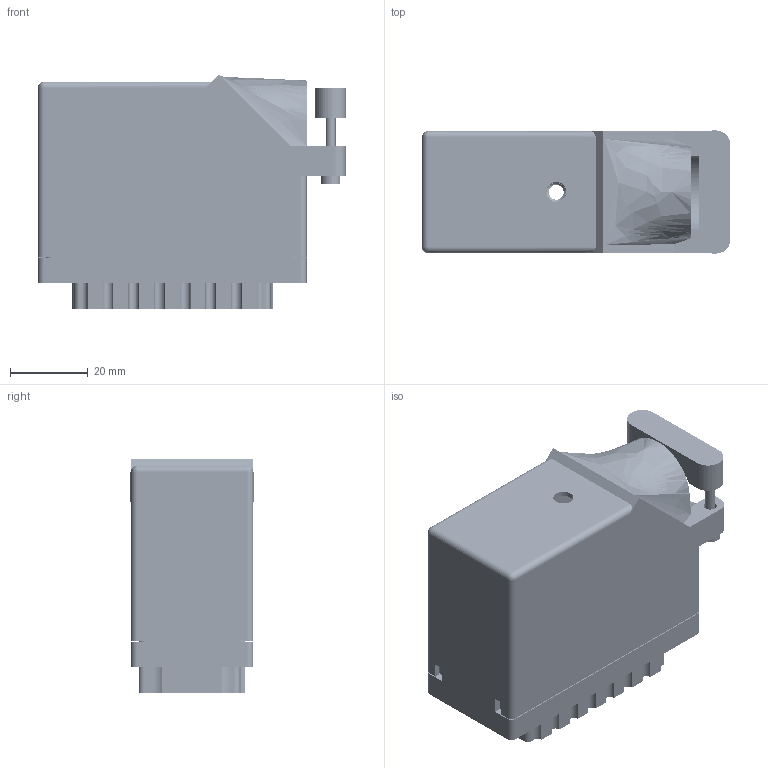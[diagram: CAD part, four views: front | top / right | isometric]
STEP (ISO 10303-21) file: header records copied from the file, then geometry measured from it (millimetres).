
FILE_DESCRIPTION (( 'STEP AP203' ), '1' );
FILE_NAME ('516-090-542-426.STEP', '2020-03-06T22:52:17', ( '' ), ( '' ), 'SwSTEP 2.0', 'SolidWorks 2016', '' );
FILE_SCHEMA (( 'CONFIG_CONTROL_DESIGN' ));
Length unit declared in the file: inch
Products named in the file (5): 516-292-001_542 Contact; 516 Part Receptacle_090; 516-252-095-100; 516-230-001_Plastic - 090 Side Entry; 516-090-542-426
Assembly tree (93 placements, depth 2):
  516-090-542-426
    516 Part Receptacle_090
    516-292-001_542 Contact  x90
    516-230-001_Plastic - 090 Side Entry
    516-252-095-100
Bounding box: 79.2 x 31.75 x 60.37 mm (x, y, z)
Volume: 41558.3 mm3; surface area: 72319.4 mm2
Topology: 93 solids, 93 shells, 8526 faces, 24755 edges, 16437 vertices
Faces by surface type: plane 5203, cylinder 2760, bspline 549, cone 12, sphere 2
Entity records: 76517 total; most frequent: CARTESIAN_POINT 15000, ORIENTED_EDGE 12482, DIRECTION 12143, EDGE_CURVE 6241, VECTOR 4565, LINE 4565, VERTEX_POINT 4155, AXIS2_PLACEMENT_3D 3789
